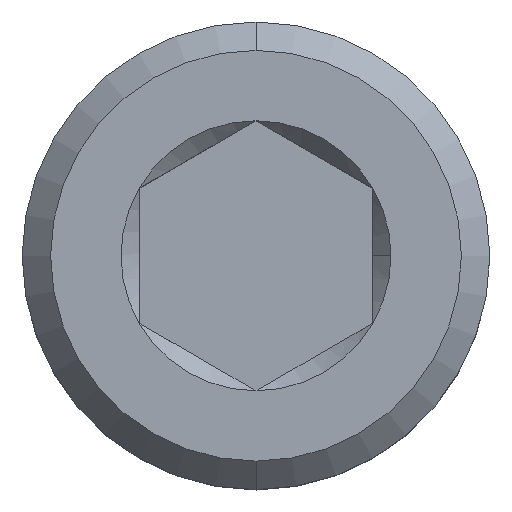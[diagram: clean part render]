
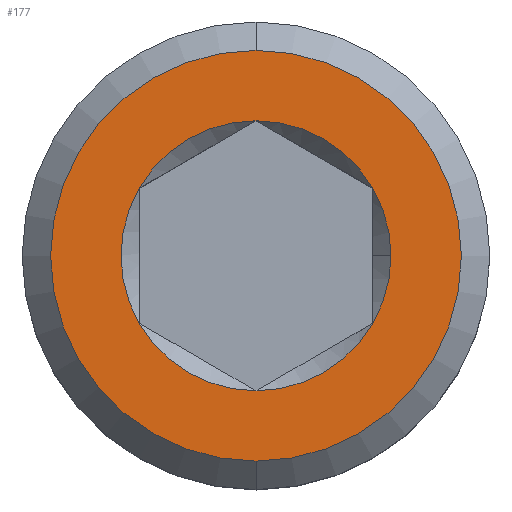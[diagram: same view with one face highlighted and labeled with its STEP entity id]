
A CAD part, top view. The second image highlights one B-rep face of the part: STEP entity #177.
In plain terms, the highlighted planar face has unit normal (0, 0, 1).
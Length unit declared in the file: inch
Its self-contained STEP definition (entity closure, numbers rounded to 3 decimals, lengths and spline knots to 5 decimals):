
#1 = CARTESIAN_POINT ( 'NONE',  ( 0.09021, 0., 0.345 ) ) ;
#3 = EDGE_LOOP ( 'NONE', ( #226, #266, #158, #538, #451, #82, #518 ) ) ;
#11 = CIRCLE ( 'NONE', #385, 0.09021 ) ;
#36 = ORIENTED_EDGE ( 'NONE', *, *, #559, .F. ) ;
#37 = DIRECTION ( 'NONE',  ( 0., -1., 0. ) ) ;
#56 = CARTESIAN_POINT ( 'NONE',  ( 0., -0.09021, 0.345 ) ) ;
#58 = DIRECTION ( 'NONE',  ( 0., 0., 1. ) ) ;
#59 = CARTESIAN_POINT ( 'NONE',  ( -0.07812, -0.04511, 0.345 ) ) ;
#63 = CARTESIAN_POINT ( 'NONE',  ( 0., 0., 0.345 ) ) ;
#73 = DIRECTION ( 'NONE',  ( 0., 0., 1. ) ) ;
#78 = CARTESIAN_POINT ( 'NONE',  ( 0., 0., 0.345 ) ) ;
#82 = ORIENTED_EDGE ( 'NONE', *, *, #592, .F. ) ;
#83 = CARTESIAN_POINT ( 'NONE',  ( -0.07813, 0.04511, 0.345 ) ) ;
#89 = AXIS2_PLACEMENT_3D ( 'NONE', #471, #58, #724 ) ;
#97 = CARTESIAN_POINT ( 'NONE',  ( 0., 0., 0.345 ) ) ;
#102 = ORIENTED_EDGE ( 'NONE', *, *, #427, .F. ) ;
#110 = VERTEX_POINT ( 'NONE', #83 ) ;
#115 = CARTESIAN_POINT ( 'NONE',  ( 0.07813, -0.04511, 0.345 ) ) ;
#126 = DIRECTION ( 'NONE',  ( 0., 0., -1. ) ) ;
#131 = CIRCLE ( 'NONE', #535, 0.09021 ) ;
#134 = EDGE_CURVE ( 'NONE', #443, #343, #191, .T. ) ;
#142 = CIRCLE ( 'NONE', #714, 0.09021 ) ;
#144 = VERTEX_POINT ( 'NONE', #452 ) ;
#158 = ORIENTED_EDGE ( 'NONE', *, *, #412, .F. ) ;
#165 = DIRECTION ( 'NONE',  ( 1., 0., 0. ) ) ;
#169 = CIRCLE ( 'NONE', #89, 0.09021 ) ;
#177 = ADVANCED_FACE ( 'NONE', ( #759, #260 ), #398, .T. ) ;
#191 = CIRCLE ( 'NONE', #630, 0.09021 ) ;
#202 = AXIS2_PLACEMENT_3D ( 'NONE', #528, #338, #37 ) ;
#226 = ORIENTED_EDGE ( 'NONE', *, *, #596, .F. ) ;
#233 = CIRCLE ( 'NONE', #421, 0.13725 ) ;
#243 = CARTESIAN_POINT ( 'NONE',  ( 0., 0.09021, 0.345 ) ) ;
#256 = DIRECTION ( 'NONE',  ( 1., 0., 0. ) ) ;
#260 = FACE_OUTER_BOUND ( 'NONE', #628, .T. ) ;
#266 = ORIENTED_EDGE ( 'NONE', *, *, #134, .F. ) ;
#291 = EDGE_CURVE ( 'NONE', #549, #387, #169, .T. ) ;
#294 = CARTESIAN_POINT ( 'NONE',  ( 0., 0., 0.345 ) ) ;
#320 = CIRCLE ( 'NONE', #506, 0.09021 ) ;
#338 = DIRECTION ( 'NONE',  ( 0., 0., 1. ) ) ;
#342 = EDGE_CURVE ( 'NONE', #458, #568, #142, .T. ) ;
#343 = VERTEX_POINT ( 'NONE', #56 ) ;
#359 = CARTESIAN_POINT ( 'NONE',  ( 0., 0., 0.345 ) ) ;
#375 = DIRECTION ( 'NONE',  ( 1., 0., 0. ) ) ;
#385 = AXIS2_PLACEMENT_3D ( 'NONE', #555, #428, #676 ) ;
#387 = VERTEX_POINT ( 'NONE', #1 ) ;
#398 = PLANE ( 'NONE',  #202 ) ;
#412 = EDGE_CURVE ( 'NONE', #110, #443, #11, .T. ) ;
#420 = DIRECTION ( 'NONE',  ( 0., 1., 0. ) ) ;
#421 = AXIS2_PLACEMENT_3D ( 'NONE', #359, #788, #420 ) ;
#423 = DIRECTION ( 'NONE',  ( 0., 1., 0. ) ) ;
#425 = DIRECTION ( 'NONE',  ( 1., 0., 0. ) ) ;
#427 = EDGE_CURVE ( 'NONE', #144, #627, #233, .T. ) ;
#428 = DIRECTION ( 'NONE',  ( 0., 0., 1. ) ) ;
#443 = VERTEX_POINT ( 'NONE', #59 ) ;
#451 = ORIENTED_EDGE ( 'NONE', *, *, #342, .F. ) ;
#452 = CARTESIAN_POINT ( 'NONE',  ( 0., 0.13725, 0.345 ) ) ;
#458 = VERTEX_POINT ( 'NONE', #731 ) ;
#467 = EDGE_CURVE ( 'NONE', #568, #110, #131, .T. ) ;
#471 = CARTESIAN_POINT ( 'NONE',  ( 0., 0., 0.345 ) ) ;
#490 = CARTESIAN_POINT ( 'NONE',  ( 0., 0., 0.345 ) ) ;
#493 = DIRECTION ( 'NONE',  ( 1., 0., 0. ) ) ;
#506 = AXIS2_PLACEMENT_3D ( 'NONE', #679, #736, #425 ) ;
#518 = ORIENTED_EDGE ( 'NONE', *, *, #291, .F. ) ;
#528 = CARTESIAN_POINT ( 'NONE',  ( 0., 0., 0.345 ) ) ;
#535 = AXIS2_PLACEMENT_3D ( 'NONE', #78, #73, #256 ) ;
#538 = ORIENTED_EDGE ( 'NONE', *, *, #467, .F. ) ;
#549 = VERTEX_POINT ( 'NONE', #115 ) ;
#555 = CARTESIAN_POINT ( 'NONE',  ( 0., 0., 0.345 ) ) ;
#559 = EDGE_CURVE ( 'NONE', #627, #144, #783, .T. ) ;
#563 = AXIS2_PLACEMENT_3D ( 'NONE', #490, #126, #423 ) ;
#568 = VERTEX_POINT ( 'NONE', #243 ) ;
#577 = AXIS2_PLACEMENT_3D ( 'NONE', #294, #616, #375 ) ;
#592 = EDGE_CURVE ( 'NONE', #387, #458, #320, .T. ) ;
#596 = EDGE_CURVE ( 'NONE', #343, #549, #791, .T. ) ;
#616 = DIRECTION ( 'NONE',  ( 0., 0., 1. ) ) ;
#620 = CARTESIAN_POINT ( 'NONE',  ( 0., -0.13725, 0.345 ) ) ;
#627 = VERTEX_POINT ( 'NONE', #620 ) ;
#628 = EDGE_LOOP ( 'NONE', ( #102, #36 ) ) ;
#630 = AXIS2_PLACEMENT_3D ( 'NONE', #97, #766, #165 ) ;
#676 = DIRECTION ( 'NONE',  ( 1., 0., 0. ) ) ;
#679 = CARTESIAN_POINT ( 'NONE',  ( 0., 0., 0.345 ) ) ;
#714 = AXIS2_PLACEMENT_3D ( 'NONE', #63, #737, #493 ) ;
#724 = DIRECTION ( 'NONE',  ( 1., 0., 0. ) ) ;
#731 = CARTESIAN_POINT ( 'NONE',  ( 0.07813, 0.04511, 0.345 ) ) ;
#736 = DIRECTION ( 'NONE',  ( 0., 0., 1. ) ) ;
#737 = DIRECTION ( 'NONE',  ( 0., 0., 1. ) ) ;
#759 = FACE_BOUND ( 'NONE', #3, .T. ) ;
#766 = DIRECTION ( 'NONE',  ( 0., 0., 1. ) ) ;
#783 = CIRCLE ( 'NONE', #563, 0.13725 ) ;
#788 = DIRECTION ( 'NONE',  ( 0., 0., -1. ) ) ;
#791 = CIRCLE ( 'NONE', #577, 0.09021 ) ;
